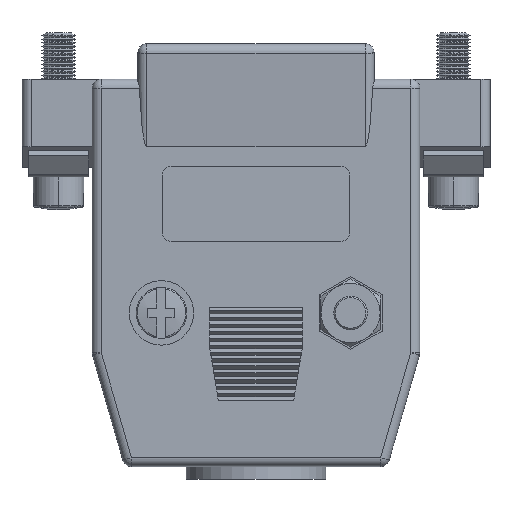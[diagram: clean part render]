
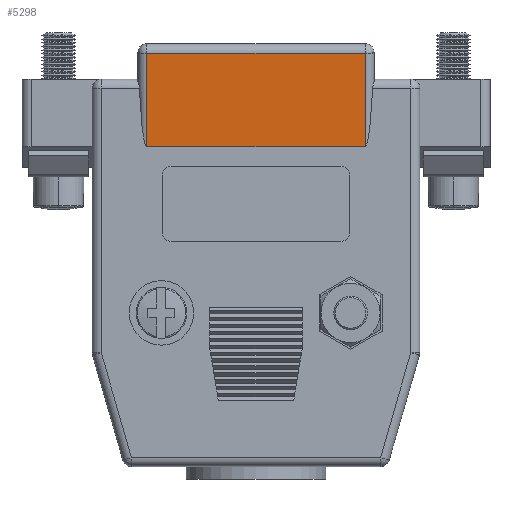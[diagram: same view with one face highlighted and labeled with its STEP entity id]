
A CAD part, front view. The second image highlights one B-rep face of the part: STEP entity #5298.
In plain terms, the highlighted face is planar.
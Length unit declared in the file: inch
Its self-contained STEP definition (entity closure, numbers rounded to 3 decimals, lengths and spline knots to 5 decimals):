
#432 = CARTESIAN_POINT ( 'NONE',  ( 0.3935, 0.34075, -1.37691 ) ) ;
#573 = EDGE_LOOP ( 'NONE', ( #7966, #7699, #2107, #1774 ) ) ;
#783 = DIRECTION ( 'NONE',  ( 0., 0.07, -0.998 ) ) ;
#866 = DIRECTION ( 'NONE',  ( 0., -0.998, -0.07 ) ) ;
#1694 = CARTESIAN_POINT ( 'NONE',  ( 0.3635, 0.34075, -1.37691 ) ) ;
#1774 = ORIENTED_EDGE ( 'NONE', *, *, #7901, .T. ) ;
#2107 = ORIENTED_EDGE ( 'NONE', *, *, #4763, .T. ) ;
#2967 = AXIS2_PLACEMENT_3D ( 'NONE', #13823, #866, #783 ) ;
#3128 = PLANE ( 'NONE',  #2967 ) ;
#3444 = FACE_OUTER_BOUND ( 'NONE', #573, .T. ) ;
#3468 = VECTOR ( 'NONE', #10198, 39.37008 ) ;
#4182 = VECTOR ( 'NONE', #8007, 39.37008 ) ;
#4636 = LINE ( 'NONE', #10660, #4182 ) ;
#4680 = CARTESIAN_POINT ( 'NONE',  ( -0.3635, 0.319, -1.066 ) ) ;
#4763 = EDGE_CURVE ( 'NONE', #7447, #13425, #9974, .T. ) ;
#5298 = ADVANCED_FACE ( 'NONE', ( #3444 ), #3128, .F. ) ;
#5668 = DIRECTION ( 'NONE',  ( 0., 0.07, -0.998 ) ) ;
#5691 = LINE ( 'NONE', #10600, #10904 ) ;
#7447 = VERTEX_POINT ( 'NONE', #1694 ) ;
#7699 = ORIENTED_EDGE ( 'NONE', *, *, #14343, .T. ) ;
#7901 = EDGE_CURVE ( 'NONE', #13425, #12760, #4636, .T. ) ;
#7966 = ORIENTED_EDGE ( 'NONE', *, *, #11124, .F. ) ;
#8007 = DIRECTION ( 'NONE',  ( 0., -0.07, 0.998 ) ) ;
#8329 = DIRECTION ( 'NONE',  ( -1., 0., 0. ) ) ;
#8981 = CARTESIAN_POINT ( 'NONE',  ( 0.3635, 0.319, -1.066 ) ) ;
#9974 = LINE ( 'NONE', #432, #3468 ) ;
#10198 = DIRECTION ( 'NONE',  ( -1., 0., 0. ) ) ;
#10507 = CARTESIAN_POINT ( 'NONE',  ( 0.3635, 0.34075, -1.37691 ) ) ;
#10600 = CARTESIAN_POINT ( 'NONE',  ( 0.3935, 0.319, -1.066 ) ) ;
#10660 = CARTESIAN_POINT ( 'NONE',  ( -0.3635, 0.319, -1.066 ) ) ;
#10904 = VECTOR ( 'NONE', #8329, 39.37008 ) ;
#11124 = EDGE_CURVE ( 'NONE', #14734, #12760, #5691, .T. ) ;
#11452 = LINE ( 'NONE', #10507, #12844 ) ;
#12760 = VERTEX_POINT ( 'NONE', #4680 ) ;
#12844 = VECTOR ( 'NONE', #5668, 39.37008 ) ;
#13273 = CARTESIAN_POINT ( 'NONE',  ( -0.3635, 0.34075, -1.37691 ) ) ;
#13425 = VERTEX_POINT ( 'NONE', #13273 ) ;
#13823 = CARTESIAN_POINT ( 'NONE',  ( 0.3935, 0.319, -1.066 ) ) ;
#14343 = EDGE_CURVE ( 'NONE', #14734, #7447, #11452, .T. ) ;
#14734 = VERTEX_POINT ( 'NONE', #8981 ) ;
